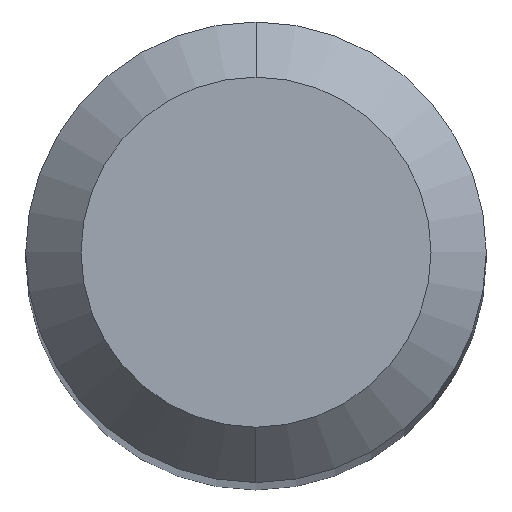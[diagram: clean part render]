
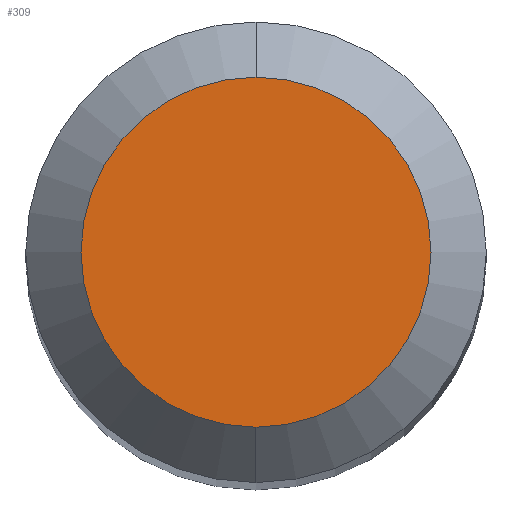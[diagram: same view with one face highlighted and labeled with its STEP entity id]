
A CAD part, top view. The second image highlights one B-rep face of the part: STEP entity #309.
In plain terms, the highlighted planar face has unit normal (0, 0, 1).
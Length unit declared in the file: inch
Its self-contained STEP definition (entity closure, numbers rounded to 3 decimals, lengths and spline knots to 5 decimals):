
#35 = DIRECTION ( 'NONE',  ( 0., 1., 0. ) ) ;
#39 = DIRECTION ( 'NONE',  ( 0., 0., -1. ) ) ;
#49 = CARTESIAN_POINT ( 'NONE',  ( 0., 0., 0. ) ) ;
#59 = CARTESIAN_POINT ( 'NONE',  ( 0., 0.0475, 0. ) ) ;
#98 = AXIS2_PLACEMENT_3D ( 'NONE', #112, #39, #35 ) ;
#112 = CARTESIAN_POINT ( 'NONE',  ( 0., 0.0475, 0. ) ) ;
#113 = EDGE_CURVE ( 'NONE', #148, #431, #305, .T. ) ;
#120 = FACE_OUTER_BOUND ( 'NONE', #208, .T. ) ;
#127 = AXIS2_PLACEMENT_3D ( 'NONE', #276, #316, #439 ) ;
#130 = DIRECTION ( 'NONE',  ( 0., -1., 0. ) ) ;
#148 = VERTEX_POINT ( 'NONE', #59 ) ;
#154 = CARTESIAN_POINT ( 'NONE',  ( 0., -0.0475, 0. ) ) ;
#157 = PLANE ( 'NONE',  #98 ) ;
#208 = EDGE_LOOP ( 'NONE', ( #517, #244 ) ) ;
#244 = ORIENTED_EDGE ( 'NONE', *, *, #451, .T. ) ;
#276 = CARTESIAN_POINT ( 'NONE',  ( 0., 0., 0. ) ) ;
#281 = AXIS2_PLACEMENT_3D ( 'NONE', #49, #366, #130 ) ;
#305 = CIRCLE ( 'NONE', #127, 0.0475 ) ;
#309 = ADVANCED_FACE ( 'NONE', ( #120 ), #157, .F. ) ;
#316 = DIRECTION ( 'NONE',  ( 0., 0., 1. ) ) ;
#357 = CIRCLE ( 'NONE', #281, 0.0475 ) ;
#366 = DIRECTION ( 'NONE',  ( 0., 0., 1. ) ) ;
#431 = VERTEX_POINT ( 'NONE', #154 ) ;
#439 = DIRECTION ( 'NONE',  ( 0., -1., 0. ) ) ;
#451 = EDGE_CURVE ( 'NONE', #431, #148, #357, .T. ) ;
#517 = ORIENTED_EDGE ( 'NONE', *, *, #113, .T. ) ;
